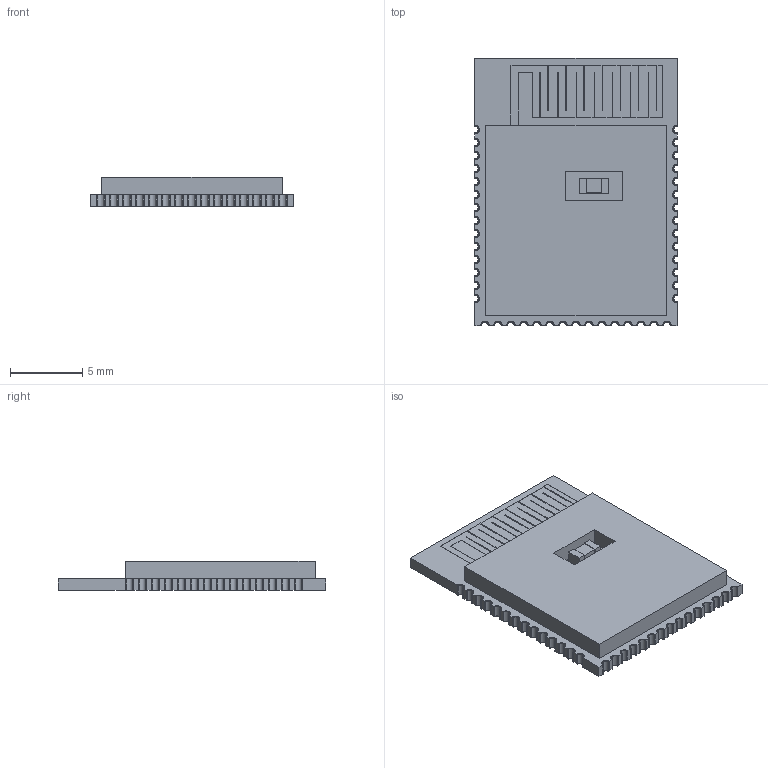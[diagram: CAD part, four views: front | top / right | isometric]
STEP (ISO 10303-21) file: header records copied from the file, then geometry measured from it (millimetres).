
FILE_DESCRIPTION(/* description */ ('STEP AP214'),/* implementation_level */ '2;1');
FILE_NAME(/* name */ '6043b76a2c61ea18663d2808',/* time_stamp */ '2021-03-06T17:10:04+00:00',/* author */ (''),/* organization */ (''),/* preprocessor_version */ 'ST-DEVELOPER v18.1',/* originating_system */ ' ',/* authorisation */ ' ');
FILE_SCHEMA (('AUTOMOTIVE_DESIGN {1 0 10303 214 3 1 1}'));
Length unit declared in the file: metre
Products named in the file (3): cap; Shield; PCB
Bounding box: 14.02 x 18.51 x 2.01 mm (x, y, z)
Volume: 394.8 mm3; surface area: 976.4 mm2
Topology: 3 solids, 3 shells, 731 faces, 2046 edges, 1322 vertices
Faces by surface type: plane 605, cylinder 126
Entity records: 26722 total; most frequent: CARTESIAN_POINT 4102, ORIENTED_EDGE 4092, DIRECTION 3766, EDGE_CURVE 2046, LINE 1794, VECTOR 1794, VERTEX_POINT 1322, AXIS2_PLACEMENT_3D 986
